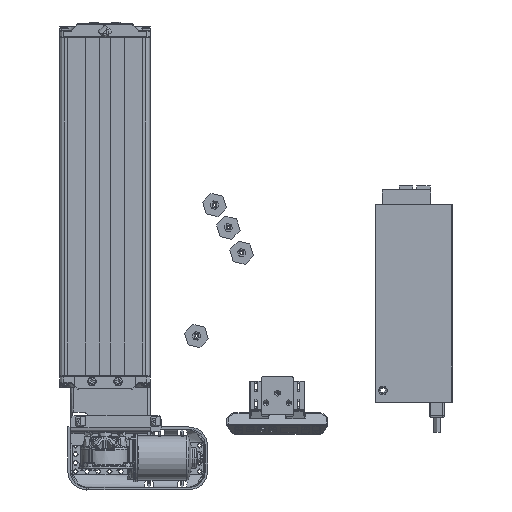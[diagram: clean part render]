
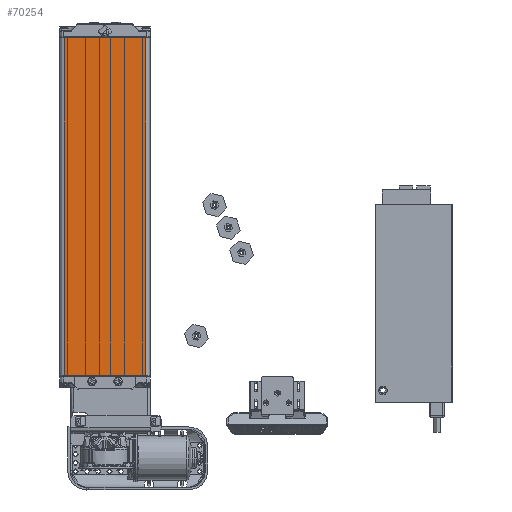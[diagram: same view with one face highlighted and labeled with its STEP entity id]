
A CAD part, top view. The second image highlights one B-rep face of the part: STEP entity #70254.
In plain terms, the highlighted planar face has unit normal (0, 0, 1).
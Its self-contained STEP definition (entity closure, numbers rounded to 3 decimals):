
#12957=FACE_OUTER_BOUND('',#17110,.T.);
#17110=EDGE_LOOP('',(#47574,#47575,#47576,#47577));
#21623=LINE('',#102887,#25781);
#21624=LINE('',#102889,#25782);
#21625=LINE('',#102891,#25783);
#21626=LINE('',#102892,#25784);
#25781=VECTOR('',#83029,449.5);
#25782=VECTOR('',#83030,108.);
#25783=VECTOR('',#83031,449.5);
#25784=VECTOR('',#83032,108.);
#29939=VERTEX_POINT('',#102885);
#29940=VERTEX_POINT('',#102886);
#29941=VERTEX_POINT('',#102888);
#29942=VERTEX_POINT('',#102890);
#36784=EDGE_CURVE('',#29939,#29940,#21623,.F.);
#36785=EDGE_CURVE('',#29940,#29941,#21624,.T.);
#36786=EDGE_CURVE('',#29941,#29942,#21625,.T.);
#36787=EDGE_CURVE('',#29942,#29939,#21626,.F.);
#47574=ORIENTED_EDGE('',*,*,#36784,.T.);
#47575=ORIENTED_EDGE('',*,*,#36785,.T.);
#47576=ORIENTED_EDGE('',*,*,#36786,.T.);
#47577=ORIENTED_EDGE('',*,*,#36787,.T.);
#69154=PLANE('',#75173);
#70254=ADVANCED_FACE('',(#12957),#69154,.T.);
#75173=AXIS2_PLACEMENT_3D('',#102884,#83027,#83028);
#83027=DIRECTION('center_axis',(0.,0.,1.));
#83028=DIRECTION('ref_axis',(1.,0.,0.));
#83029=DIRECTION('',(0.,-1.,0.));
#83030=DIRECTION('',(-1.,0.,0.));
#83031=DIRECTION('',(0.,-1.,0.));
#83032=DIRECTION('',(-1.,0.,0.));
#102884=CARTESIAN_POINT('Origin',(60.,450.5,30.));
#102885=CARTESIAN_POINT('',(54.,0.5,30.));
#102886=CARTESIAN_POINT('',(54.,450.,30.));
#102887=CARTESIAN_POINT('',(54.,450.,30.));
#102888=CARTESIAN_POINT('',(-54.,450.,30.));
#102889=CARTESIAN_POINT('',(54.,450.,30.));
#102890=CARTESIAN_POINT('',(-54.,0.5,30.));
#102891=CARTESIAN_POINT('',(-54.,450.,30.));
#102892=CARTESIAN_POINT('',(54.,0.5,30.));
